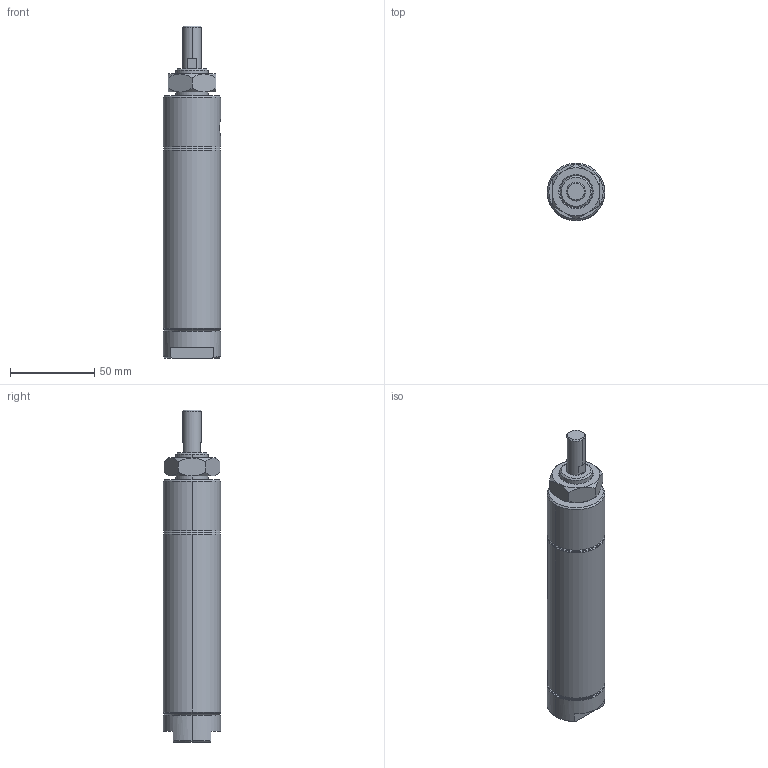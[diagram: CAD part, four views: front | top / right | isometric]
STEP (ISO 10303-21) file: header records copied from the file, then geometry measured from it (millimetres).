
FILE_DESCRIPTION (( 'STEP AP214' ), '1' );
FILE_NAME ('A20030DN.step', '2017-04-04T20:26:37', ( '' ), ( '' ), 'SwSTEP 2.0', 'SolidWorks 2017', '' );
FILE_SCHEMA (( 'AUTOMOTIVE_DESIGN' ));
Length unit declared in the file: inch
Products named in the file (4): A20030DN_Mounting Nut_D-3556; A20030DN-Rod; A20030DN-MainBody; A20030DN
Assembly tree (3 placements, depth 2):
  A20030DN
    A20030DN-MainBody
    A20030DN-Rod
    A20030DN_Mounting Nut_D-3556
Bounding box: 34.04 x 34.04 x 196.85 mm (x, y, z)
Volume: 95375.4 mm3; surface area: 43262.2 mm2
Topology: 3 solids, 3 shells, 100 faces, 220 edges, 135 vertices
Faces by surface type: cone 39, plane 33, cylinder 28
Entity records: 3189 total; most frequent: CARTESIAN_POINT 785, DIRECTION 503, ORIENTED_EDGE 440, EDGE_CURVE 220, AXIS2_PLACEMENT_3D 213, VERTEX_POINT 135, EDGE_LOOP 115, CIRCLE 107
